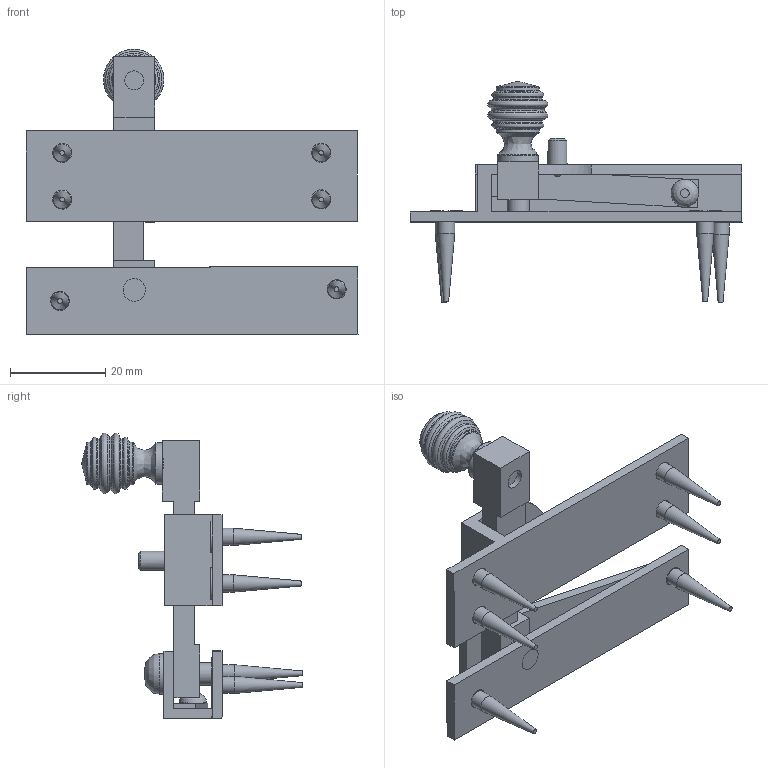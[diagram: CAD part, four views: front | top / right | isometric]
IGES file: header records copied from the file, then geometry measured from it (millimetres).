
Global section: file name: P6277LN-B; native system: Autodesk Inventor 2018; preprocessor: unknown; author: ashami; date: 20180911.141327; units: millimetre
Bounding box: 69.73 x 46.4 x 59.96 mm (x, y, z)
Volume: 13024.9 mm3; surface area: 13843.5 mm2
Topology: 14 solids, 14 shells, 188 faces, 503 edges, 347 vertices
Faces by surface type: bspline 188
